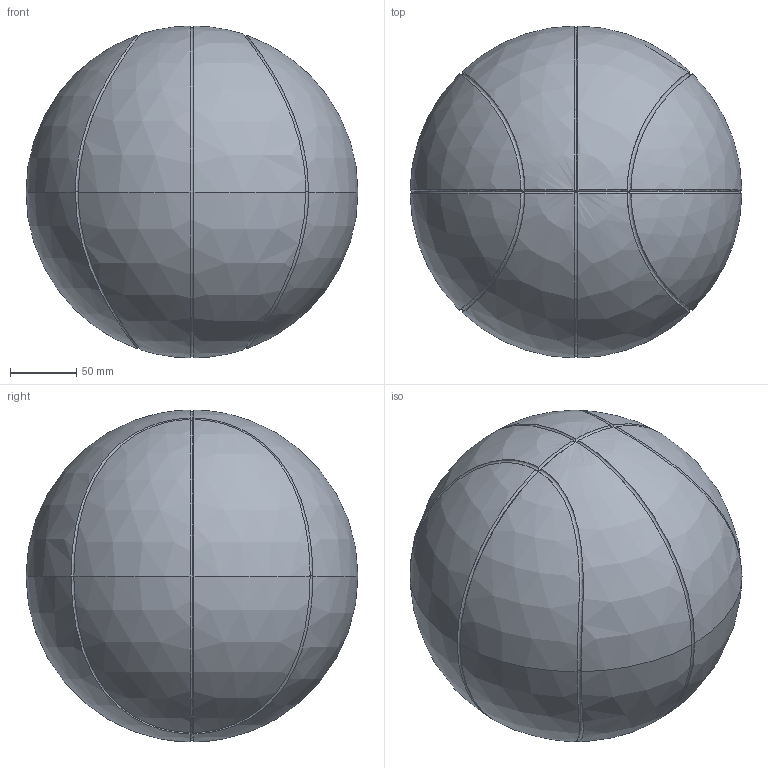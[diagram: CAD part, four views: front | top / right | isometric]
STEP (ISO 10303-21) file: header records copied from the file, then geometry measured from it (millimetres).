
FILE_DESCRIPTION (( 'STEP AP214' ), '1' );
FILE_NAME ('137.STEP', '2023-08-30T11:51:34', ( '' ), ( '' ), 'SwSTEP 2.0', 'SolidWorks 2021', '' );
FILE_SCHEMA (( 'AUTOMOTIVE_DESIGN' ));
Length unit declared in the file: millimetre
Products named in the file (1): 137
Bounding box: 249.98 x 249.98 x 249.96 mm (x, y, z)
Volume: 8169935.6 mm3; surface area: 201215.4 mm2
Topology: 1 solids, 1 shells, 31 faces, 79 edges, 50 vertices
Faces by surface type: sphere 16, bspline 8, torus 7
Entity records: 7833 total; most frequent: CARTESIAN_POINT 6955, ORIENTED_EDGE 158, DIRECTION 130, EDGE_CURVE 79, AXIS2_PLACEMENT_3D 65, VERTEX_POINT 50, CIRCLE 41, B_SPLINE_CURVE_WITH_KNOTS 36
